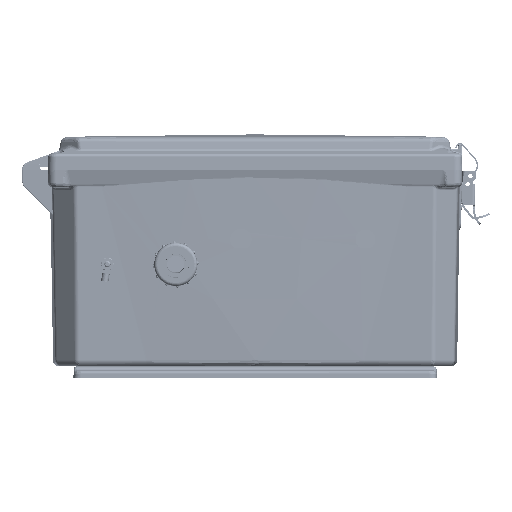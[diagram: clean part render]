
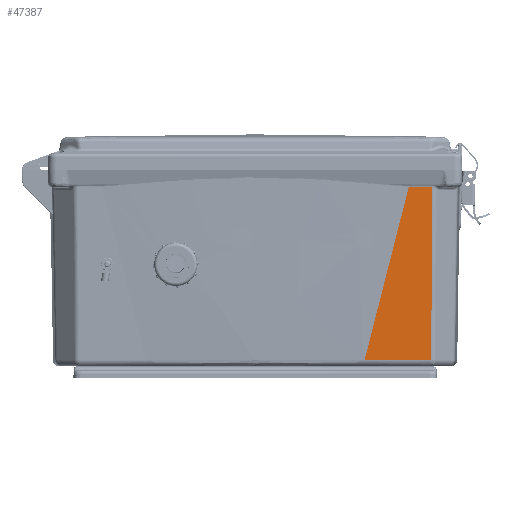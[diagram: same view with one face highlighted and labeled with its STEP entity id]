
A CAD part, front view. The second image highlights one B-rep face of the part: STEP entity #47387.
In plain terms, the highlighted face is planar.
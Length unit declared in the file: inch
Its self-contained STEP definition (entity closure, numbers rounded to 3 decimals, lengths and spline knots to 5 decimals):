
#5306 = CARTESIAN_POINT ( 'NONE',  ( -0.50592, -7.15617, -4.66613 ) ) ;
#13724 = DIRECTION ( 'NONE',  ( 0., 0., 1. ) ) ;
#14129 = EDGE_CURVE ( 'NONE', #171318, #121991, #15410, .T. ) ;
#15410 = LINE ( 'NONE', #16842, #71792 ) ;
#16842 = CARTESIAN_POINT ( 'NONE',  ( -0.50592, -7.15617, 6.74752 ) ) ;
#25719 = CARTESIAN_POINT ( 'NONE',  ( -0.50592, -7.15617, -5.37952 ) ) ;
#27885 = DIRECTION ( 'NONE',  ( -0.017, -1., 0. ) ) ;
#38131 = DIRECTION ( 'NONE',  ( 1., -0.017, -0.007 ) ) ;
#40837 = CARTESIAN_POINT ( 'NONE',  ( -5.77332, -7.06423, -3.32044 ) ) ;
#46074 = DIRECTION ( 'NONE',  ( 1., -0.017, 0. ) ) ;
#47387 = ADVANCED_FACE ( 'NONE', ( #220032 ), #79995, .T. ) ;
#52945 = EDGE_CURVE ( 'NONE', #129718, #171318, #68169, .T. ) ;
#55486 = CARTESIAN_POINT ( 'NONE',  ( -5.77332, -7.06423, -5.34143 ) ) ;
#68169 = LINE ( 'NONE', #55486, #104865 ) ;
#71792 = VECTOR ( 'NONE', #13724, 39.37008 ) ;
#71916 = EDGE_CURVE ( 'NONE', #129718, #205577, #224083, .T. ) ;
#76353 = CARTESIAN_POINT ( 'NONE',  ( -2.55774, -7.12035, -4.14121 ) ) ;
#79995 = PLANE ( 'NONE',  #150335 ) ;
#104865 = VECTOR ( 'NONE', #38131, 39.37008 ) ;
#110183 = EDGE_CURVE ( 'NONE', #121991, #205577, #124205, .T. ) ;
#120929 = ORIENTED_EDGE ( 'NONE', *, *, #52945, .T. ) ;
#121991 = VERTEX_POINT ( 'NONE', #201138 ) ;
#124205 = B_SPLINE_CURVE_WITH_KNOTS ( 'NONE', 3,
 ( #5306, #76353, #163981, #40837 ),
 .UNSPECIFIED., .F., .F.,
 ( 4, 4 ),
 ( 0., 1. ),
 .UNSPECIFIED. ) ;
#129718 = VERTEX_POINT ( 'NONE', #195943 ) ;
#150335 = AXIS2_PLACEMENT_3D ( 'NONE', #206095, #27885, #46074 ) ;
#156736 = DIRECTION ( 'NONE',  ( 0., 0., 1. ) ) ;
#163981 = CARTESIAN_POINT ( 'NONE',  ( -4.31354, -7.08971, -3.69265 ) ) ;
#166182 = CARTESIAN_POINT ( 'NONE',  ( -5.77332, -7.06423, -3.32044 ) ) ;
#170605 = ORIENTED_EDGE ( 'NONE', *, *, #14129, .T. ) ;
#171318 = VERTEX_POINT ( 'NONE', #25719 ) ;
#177953 = CARTESIAN_POINT ( 'NONE',  ( -5.77332, -7.06423, 10.7888 ) ) ;
#180361 = ORIENTED_EDGE ( 'NONE', *, *, #110183, .T. ) ;
#187358 = ORIENTED_EDGE ( 'NONE', *, *, #71916, .F. ) ;
#195943 = CARTESIAN_POINT ( 'NONE',  ( -5.77332, -7.06423, -5.34143 ) ) ;
#201138 = CARTESIAN_POINT ( 'NONE',  ( -0.50592, -7.15617, -4.66613 ) ) ;
#205577 = VERTEX_POINT ( 'NONE', #166182 ) ;
#206095 = CARTESIAN_POINT ( 'NONE',  ( 0., -7.165, 6.74752 ) ) ;
#218445 = VECTOR ( 'NONE', #156736, 39.37008 ) ;
#220032 = FACE_OUTER_BOUND ( 'NONE', #223502, .T. ) ;
#223502 = EDGE_LOOP ( 'NONE', ( #120929, #170605, #180361, #187358 ) ) ;
#224083 = LINE ( 'NONE', #177953, #218445 ) ;
